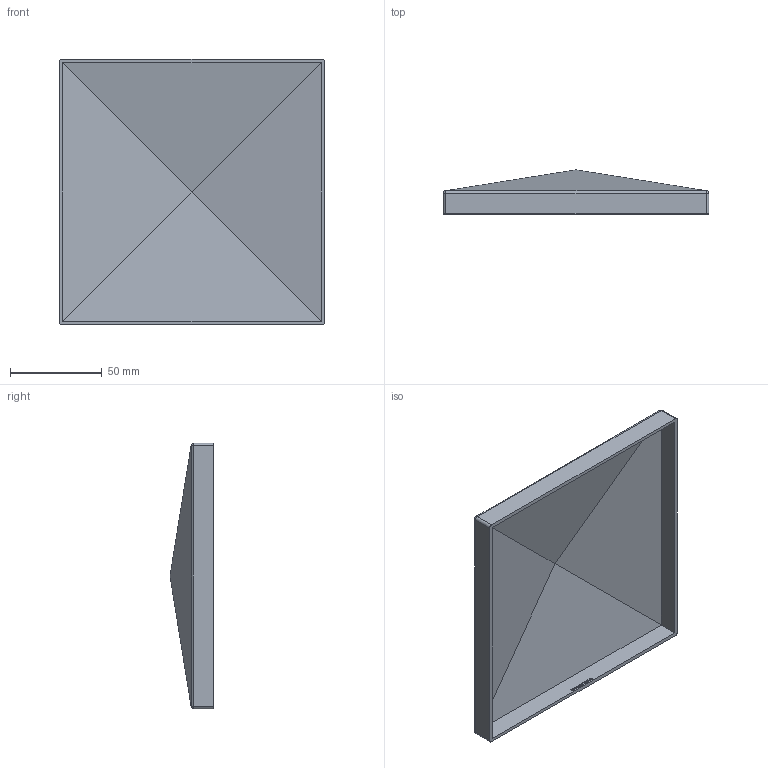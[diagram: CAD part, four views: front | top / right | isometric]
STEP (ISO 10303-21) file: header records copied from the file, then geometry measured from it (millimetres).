
FILE_DESCRIPTION (( 'STEP AP203' ), '1' );
FILE_NAME ('165-140.step', '2019-09-04T06:21:49', ( '' ), ( '' ), 'SwSTEP 2.0', 'SolidWorks 2015', '' );
FILE_SCHEMA (( 'CONFIG_CONTROL_DESIGN' ));
Length unit declared in the file: millimetre
Products named in the file (1): 165-140
Bounding box: 145 x 24 x 145 mm (x, y, z)
Volume: 54295.2 mm3; surface area: 55385.6 mm2
Topology: 1 solids, 1 shells, 224 faces, 574 edges, 370 vertices
Faces by surface type: plane 130, bspline 74, cylinder 12, sphere 8
Entity records: 10675 total; most frequent: CARTESIAN_POINT 5679, ORIENTED_EDGE 1140, DIRECTION 752, EDGE_CURVE 570, LINE 394, VECTOR 394, VERTEX_POINT 370, EDGE_LOOP 246
